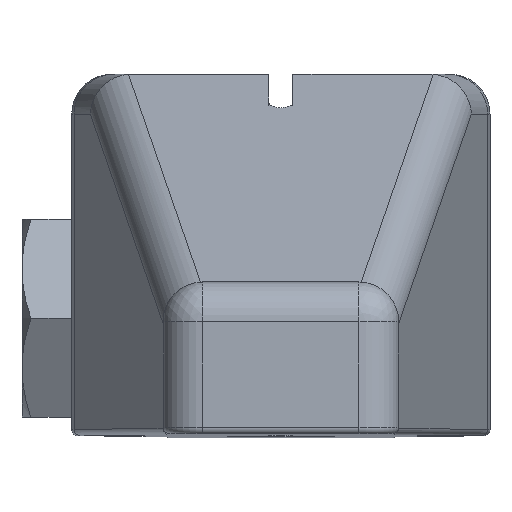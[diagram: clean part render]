
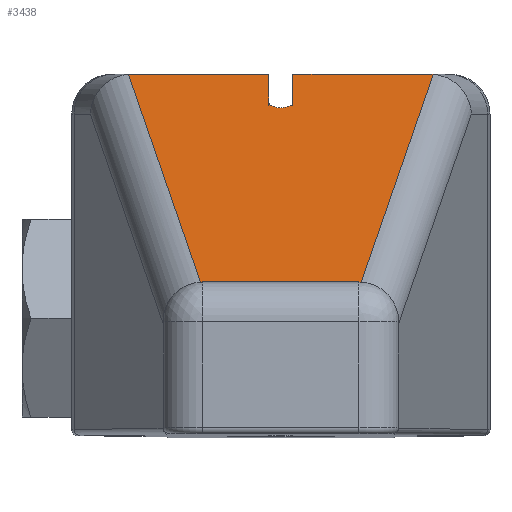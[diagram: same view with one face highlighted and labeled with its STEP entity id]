
A CAD part, top view. The second image highlights one B-rep face of the part: STEP entity #3438.
In plain terms, the highlighted planar face has unit normal (0, 0.906, 0.423).
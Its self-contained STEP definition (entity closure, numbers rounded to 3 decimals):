
#155=DIRECTION('',(-1.,0.,0.));
#156=VECTOR('',#155,16.7);
#157=CARTESIAN_POINT('',(18.161,43.815,16.65));
#158=LINE('',#157,#156);
#204=DIRECTION('',(-1.,0.,0.));
#205=VECTOR('',#204,16.7);
#206=CARTESIAN_POINT('',(-1.461,43.815,16.65));
#207=LINE('',#206,#205);
#944=DIRECTION('',(-1.,0.,0.));
#945=VECTOR('',#944,18.923);
#946=CARTESIAN_POINT('',(9.462,18.415,71.12));
#947=LINE('',#946,#945);
#951=DIRECTION('',(-0.144,0.418,-0.897));
#952=VECTOR('',#951,60.728);
#953=CARTESIAN_POINT('',(-9.725,18.408,71.135));
#954=LINE('',#953,#952);
#958=CARTESIAN_POINT('',(-18.485,43.804,16.673));
#959=CARTESIAN_POINT('',(-18.377,43.811,16.657));
#960=CARTESIAN_POINT('',(-18.269,43.815,16.65));
#961=CARTESIAN_POINT('',(-18.161,43.815,16.65));
#966=DIRECTION('',(0.,-0.423,0.906));
#967=VECTOR('',#966,8.044);
#968=CARTESIAN_POINT('',(-1.461,43.815,16.65));
#969=LINE('',#968,#967);
#973=CARTESIAN_POINT('',(1.461,40.416,23.94));
#974=CARTESIAN_POINT('',(1.461,40.335,24.112));
#975=CARTESIAN_POINT('',(1.398,40.162,24.483));
#976=CARTESIAN_POINT('',(1.065,39.92,25.003));
#977=CARTESIAN_POINT('',(0.54,39.764,25.338));
#978=CARTESIAN_POINT('',(0.,39.72,25.431));
#979=CARTESIAN_POINT('',(-0.54,39.764,25.338));
#980=CARTESIAN_POINT('',(-1.065,39.92,25.003));
#981=CARTESIAN_POINT('',(-1.398,40.162,24.483));
#982=CARTESIAN_POINT('',(-1.461,40.335,24.112));
#983=CARTESIAN_POINT('',(-1.461,40.416,23.94));
#988=DIRECTION('',(0.,-0.423,0.906));
#989=VECTOR('',#988,8.044);
#990=CARTESIAN_POINT('',(1.461,43.815,16.65));
#991=LINE('',#990,#989);
#995=CARTESIAN_POINT('',(18.485,43.804,16.673));
#996=CARTESIAN_POINT('',(18.377,43.811,16.657));
#997=CARTESIAN_POINT('',(18.269,43.815,16.65));
#998=CARTESIAN_POINT('',(18.161,43.815,16.65));
#1003=DIRECTION('',(-0.144,-0.418,0.897));
#1004=VECTOR('',#1003,60.728);
#1005=CARTESIAN_POINT('',(18.485,43.804,16.673));
#1006=LINE('',#1005,#1004);
#1010=CARTESIAN_POINT('',(9.725,18.408,71.135));
#1011=CARTESIAN_POINT('',(9.638,18.413,71.125));
#1012=CARTESIAN_POINT('',(9.55,18.415,71.12));
#1013=CARTESIAN_POINT('',(9.462,18.415,71.12));
#1040=CARTESIAN_POINT('',(9.725,18.408,71.135));
#2012=CARTESIAN_POINT('',(-9.725,18.408,71.135));
#2057=CARTESIAN_POINT('',(-9.725,18.408,71.135));
#2058=CARTESIAN_POINT('',(-9.638,18.413,71.125));
#2059=CARTESIAN_POINT('',(-9.55,18.415,71.12));
#2060=CARTESIAN_POINT('',(-9.462,18.415,71.12));
#2452=CARTESIAN_POINT('',(-1.461,43.815,16.65));
#2454=VERTEX_POINT('',#2452);
#2460=CARTESIAN_POINT('',(1.461,43.815,16.65));
#2462=VERTEX_POINT('',#2460);
#2465=VERTEX_POINT('',#973);
#2466=VERTEX_POINT('',#983);
#2543=CARTESIAN_POINT('',(18.161,43.815,16.65));
#2544=VERTEX_POINT('',#2543);
#2547=VERTEX_POINT('',#995);
#2553=CARTESIAN_POINT('',(9.462,18.415,71.12));
#2555=VERTEX_POINT('',#2553);
#2567=CARTESIAN_POINT('',(-9.462,18.415,71.12));
#2568=VERTEX_POINT('',#2567);
#2574=CARTESIAN_POINT('',(-18.161,43.815,16.65));
#2576=VERTEX_POINT('',#2574);
#2577=VERTEX_POINT('',#958);
#2604=VERTEX_POINT('',#1040);
#2605=VERTEX_POINT('',#2012);
#3412=CARTESIAN_POINT('',(30.493,18.415,71.12));
#3413=DIRECTION('',(0.,-0.906,-0.423));
#3414=DIRECTION('',(0.,0.423,-0.906));
#3415=AXIS2_PLACEMENT_3D('',#3412,#3413,#3414);
#3416=PLANE('',#3415);
#3418=ORIENTED_EDGE('',*,*,#3417,.T.);
#3420=ORIENTED_EDGE('',*,*,#3419,.F.);
#3422=ORIENTED_EDGE('',*,*,#3421,.T.);
#3424=ORIENTED_EDGE('',*,*,#3423,.T.);
#3425=ORIENTED_EDGE('',*,*,#2845,.F.);
#3426=ORIENTED_EDGE('',*,*,#3376,.T.);
#3427=ORIENTED_EDGE('',*,*,#2748,.F.);
#3428=ORIENTED_EDGE('',*,*,#2762,.F.);
#3429=ORIENTED_EDGE('',*,*,#2815,.F.);
#3431=ORIENTED_EDGE('',*,*,#3430,.F.);
#3433=ORIENTED_EDGE('',*,*,#3432,.T.);
#3435=ORIENTED_EDGE('',*,*,#3434,.T.);
#3436=EDGE_LOOP('',(#3418,#3420,#3422,#3424,#3425,#3426,#3427,#3428,#3429,#3431,
#3433,#3435));
#3437=FACE_OUTER_BOUND('',#3436,.F.);
#962=B_SPLINE_CURVE_WITH_KNOTS('',3,(#958,#959,#960,#961),.UNSPECIFIED.,.F.,.F.,
(4,4),(0.,1.),.UNSPECIFIED.);
#984=B_SPLINE_CURVE_WITH_KNOTS('',3,(#973,#974,#975,#976,#977,#978,#979,#980,
#981,#982,#983),.UNSPECIFIED.,.F.,.F.,(4,1,1,1,1,1,1,1,4),(0.,0.125,0.25,
0.375,0.5,0.625,0.75,0.875,1.),.UNSPECIFIED.);
#999=B_SPLINE_CURVE_WITH_KNOTS('',3,(#995,#996,#997,#998),.UNSPECIFIED.,.F.,.F.,
(4,4),(0.,1.),.UNSPECIFIED.);
#1014=B_SPLINE_CURVE_WITH_KNOTS('',3,(#1010,#1011,#1012,#1013),.UNSPECIFIED.,
.F.,.F.,(4,4),(0.,1.),.UNSPECIFIED.);
#2061=B_SPLINE_CURVE_WITH_KNOTS('',3,(#2057,#2058,#2059,#2060),.UNSPECIFIED.,
.F.,.F.,(4,4),(0.,1.),.UNSPECIFIED.);
#2748=EDGE_CURVE('',#2465,#2466,#984,.T.);
#2762=EDGE_CURVE('',#2462,#2465,#991,.T.);
#2815=EDGE_CURVE('',#2544,#2462,#158,.T.);
#2845=EDGE_CURVE('',#2454,#2576,#207,.T.);
#3376=EDGE_CURVE('',#2454,#2466,#969,.T.);
#3417=EDGE_CURVE('',#2555,#2568,#947,.T.);
#3419=EDGE_CURVE('',#2605,#2568,#2061,.T.);
#3421=EDGE_CURVE('',#2605,#2577,#954,.T.);
#3423=EDGE_CURVE('',#2577,#2576,#962,.T.);
#3430=EDGE_CURVE('',#2547,#2544,#999,.T.);
#3432=EDGE_CURVE('',#2547,#2604,#1006,.T.);
#3434=EDGE_CURVE('',#2604,#2555,#1014,.T.);
#3438=ADVANCED_FACE('',(#3437),#3416,.F.);
